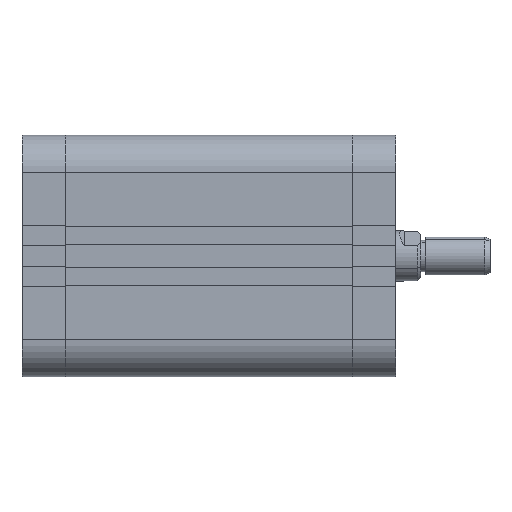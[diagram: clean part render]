
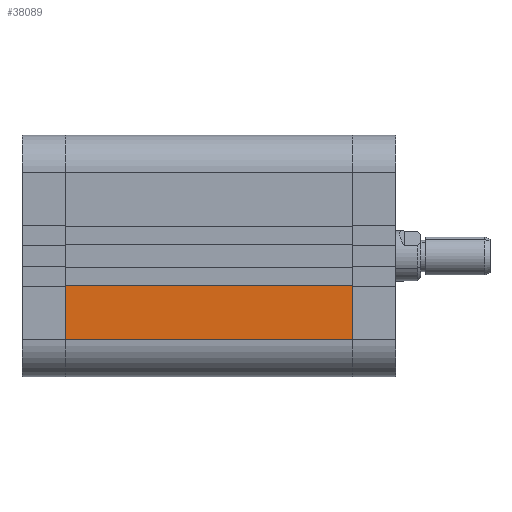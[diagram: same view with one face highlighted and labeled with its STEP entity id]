
A CAD part, front view. The second image highlights one B-rep face of the part: STEP entity #38089.
In plain terms, the highlighted planar face has unit normal (0, -1, 0).
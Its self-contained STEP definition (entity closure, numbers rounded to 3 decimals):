
#230 = DIRECTION ( 'NONE',  ( 0., 0., -1. ) ) ;
#1707 = VECTOR ( 'NONE', #28003, 1000. ) ;
#2784 = EDGE_CURVE ( 'NONE', #7767, #32392, #33810, .T. ) ;
#2875 = VERTEX_POINT ( 'NONE', #14903 ) ;
#3134 = CARTESIAN_POINT ( 'NONE',  ( 0., -38.5, -38.5 ) ) ;
#3874 = CARTESIAN_POINT ( 'NONE',  ( 0., -38.5, -9.3 ) ) ;
#4057 = DIRECTION ( 'NONE',  ( 1., 0., 0. ) ) ;
#4485 = AXIS2_PLACEMENT_3D ( 'NONE', #4646, #20449, #35693 ) ;
#4646 = CARTESIAN_POINT ( 'NONE',  ( 91.5, -38.5, -38.5 ) ) ;
#5410 = CARTESIAN_POINT ( 'NONE',  ( 91.5, -38.5, -38.5 ) ) ;
#6606 = ORIENTED_EDGE ( 'NONE', *, *, #9321, .F. ) ;
#6621 = VERTEX_POINT ( 'NONE', #32839 ) ;
#7149 = CARTESIAN_POINT ( 'NONE',  ( 91.5, -38.5, -26.5 ) ) ;
#7767 = VERTEX_POINT ( 'NONE', #37382 ) ;
#8987 = VECTOR ( 'NONE', #230, 1000. ) ;
#9321 = EDGE_CURVE ( 'NONE', #7767, #2875, #12404, .T. ) ;
#12404 = LINE ( 'NONE', #5410, #1707 ) ;
#14261 = VECTOR ( 'NONE', #4057, 1000. ) ;
#14784 = ORIENTED_EDGE ( 'NONE', *, *, #2784, .T. ) ;
#14903 = CARTESIAN_POINT ( 'NONE',  ( 91.5, -38.5, -26.5 ) ) ;
#19892 = EDGE_LOOP ( 'NONE', ( #14784, #35847, #24158, #6606 ) ) ;
#20449 = DIRECTION ( 'NONE',  ( 0., 1., 0. ) ) ;
#20861 = DIRECTION ( 'NONE',  ( -1., 0., 0. ) ) ;
#23127 = PLANE ( 'NONE',  #4485 ) ;
#24158 = ORIENTED_EDGE ( 'NONE', *, *, #36887, .T. ) ;
#27218 = VECTOR ( 'NONE', #20861, 1000. ) ;
#27750 = LINE ( 'NONE', #3134, #8987 ) ;
#28003 = DIRECTION ( 'NONE',  ( 0., 0., -1. ) ) ;
#30489 = CARTESIAN_POINT ( 'NONE',  ( 91.501, -38.5, -9.3 ) ) ;
#32392 = VERTEX_POINT ( 'NONE', #3874 ) ;
#32839 = CARTESIAN_POINT ( 'NONE',  ( 0., -38.5, -26.5 ) ) ;
#33810 = LINE ( 'NONE', #30489, #27218 ) ;
#35693 = DIRECTION ( 'NONE',  ( 0., 0., 1. ) ) ;
#35847 = ORIENTED_EDGE ( 'NONE', *, *, #36248, .T. ) ;
#36248 = EDGE_CURVE ( 'NONE', #32392, #6621, #27750, .T. ) ;
#36887 = EDGE_CURVE ( 'NONE', #6621, #2875, #38405, .T. ) ;
#37382 = CARTESIAN_POINT ( 'NONE',  ( 91.5, -38.5, -9.3 ) ) ;
#38089 = ADVANCED_FACE ( 'NONE', ( #38791 ), #23127, .F. ) ;
#38405 = LINE ( 'NONE', #7149, #14261 ) ;
#38791 = FACE_OUTER_BOUND ( 'NONE', #19892, .T. ) ;
